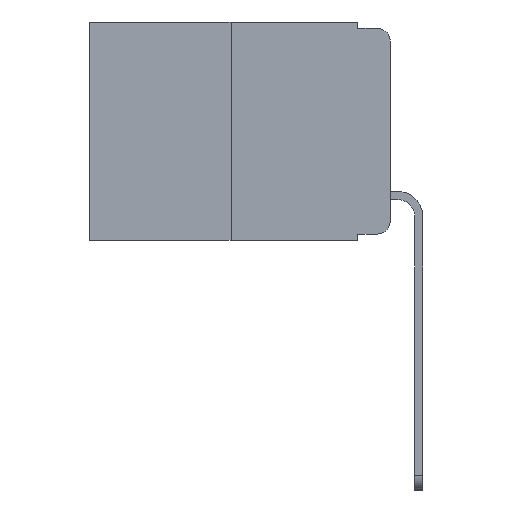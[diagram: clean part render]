
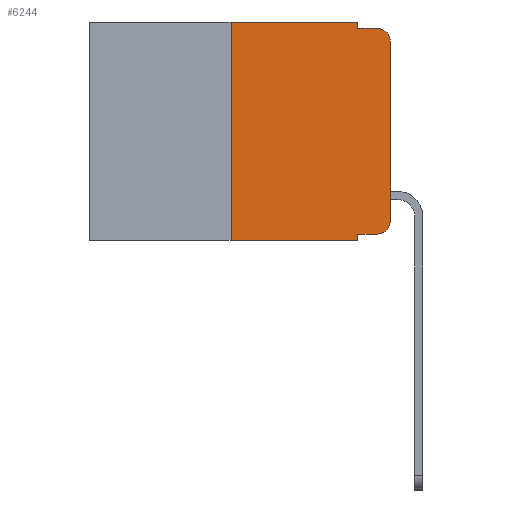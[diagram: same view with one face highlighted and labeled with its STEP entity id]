
A CAD part, left-side view. The second image highlights one B-rep face of the part: STEP entity #6244.
In plain terms, the highlighted planar face has unit normal (-1, 0, 0).
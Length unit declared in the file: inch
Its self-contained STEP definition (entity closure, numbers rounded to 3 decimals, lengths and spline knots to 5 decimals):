
#50 = ORIENTED_EDGE ( 'NONE', *, *, #2533, .T. ) ;
#202 = ORIENTED_EDGE ( 'NONE', *, *, #7135, .T. ) ;
#260 = VERTEX_POINT ( 'NONE', #6766 ) ;
#377 = EDGE_CURVE ( 'NONE', #8638, #8301, #892, .T. ) ;
#436 = DIRECTION ( 'NONE',  ( 0., 0., -1. ) ) ;
#592 = VECTOR ( 'NONE', #436, 39.37008 ) ;
#892 = CIRCLE ( 'NONE', #2492, 0.02 ) ;
#1095 = CARTESIAN_POINT ( 'NONE',  ( 0., 0.25, 0. ) ) ;
#1174 = ORIENTED_EDGE ( 'NONE', *, *, #12028, .T. ) ;
#1267 = VERTEX_POINT ( 'NONE', #6042 ) ;
#1401 = AXIS2_PLACEMENT_3D ( 'NONE', #7605, #1663, #8515 ) ;
#1434 = DIRECTION ( 'NONE',  ( 0., 0., 1. ) ) ;
#1467 = VERTEX_POINT ( 'NONE', #6608 ) ;
#1551 = VECTOR ( 'NONE', #11602, 39.37008 ) ;
#1569 = ORIENTED_EDGE ( 'NONE', *, *, #9590, .F. ) ;
#1602 = VECTOR ( 'NONE', #1434, 39.37008 ) ;
#1663 = DIRECTION ( 'NONE',  ( -1., 0., 0. ) ) ;
#1674 = CARTESIAN_POINT ( 'NONE',  ( 0., 0.051, -0.333 ) ) ;
#1825 = EDGE_CURVE ( 'NONE', #2753, #8301, #3505, .T. ) ;
#1837 = LINE ( 'NONE', #11837, #2962 ) ;
#1964 = ORIENTED_EDGE ( 'NONE', *, *, #377, .T. ) ;
#2000 = CARTESIAN_POINT ( 'NONE',  ( 0., 0.25, -0.343 ) ) ;
#2259 = EDGE_CURVE ( 'NONE', #4982, #260, #6094, .T. ) ;
#2492 = AXIS2_PLACEMENT_3D ( 'NONE', #2814, #9405, #3762 ) ;
#2533 = EDGE_CURVE ( 'NONE', #3799, #1267, #1837, .T. ) ;
#2753 = VERTEX_POINT ( 'NONE', #5418 ) ;
#2814 = CARTESIAN_POINT ( 'NONE',  ( 0., 0.02, -0.03 ) ) ;
#2962 = VECTOR ( 'NONE', #11827, 39.37008 ) ;
#3032 = PLANE ( 'NONE',  #10485 ) ;
#3499 = VECTOR ( 'NONE', #8070, 39.37008 ) ;
#3505 = LINE ( 'NONE', #6866, #10647 ) ;
#3565 = CARTESIAN_POINT ( 'NONE',  ( 0., 0.25, 0. ) ) ;
#3573 = ORIENTED_EDGE ( 'NONE', *, *, #2259, .F. ) ;
#3719 = VERTEX_POINT ( 'NONE', #2000 ) ;
#3762 = DIRECTION ( 'NONE',  ( 0., 0., -1. ) ) ;
#3799 = VERTEX_POINT ( 'NONE', #1674 ) ;
#4061 = ORIENTED_EDGE ( 'NONE', *, *, #5881, .F. ) ;
#4546 = ORIENTED_EDGE ( 'NONE', *, *, #1825, .F. ) ;
#4646 = EDGE_LOOP ( 'NONE', ( #1174, #1964, #4546, #1569, #3573, #4061, #7466, #7642, #50, #202 ) ) ;
#4982 = VERTEX_POINT ( 'NONE', #1095 ) ;
#5260 = CARTESIAN_POINT ( 'NONE',  ( 0., 0.051, 0. ) ) ;
#5326 = VERTEX_POINT ( 'NONE', #6718 ) ;
#5418 = CARTESIAN_POINT ( 'NONE',  ( 0., 0.051, -0.01 ) ) ;
#5881 = EDGE_CURVE ( 'NONE', #3719, #4982, #7835, .T. ) ;
#6042 = CARTESIAN_POINT ( 'NONE',  ( 0., 0.02, -0.333 ) ) ;
#6094 = LINE ( 'NONE', #11044, #6681 ) ;
#6244 = ADVANCED_FACE ( 'NONE', ( #11268 ), #3032, .F. ) ;
#6581 = LINE ( 'NONE', #5260, #1551 ) ;
#6608 = CARTESIAN_POINT ( 'NONE',  ( 0., 0.051, -0.343 ) ) ;
#6681 = VECTOR ( 'NONE', #11068, 39.37008 ) ;
#6718 = CARTESIAN_POINT ( 'NONE',  ( 0., 0., -0.313 ) ) ;
#6766 = CARTESIAN_POINT ( 'NONE',  ( 0., 0.051, 0. ) ) ;
#6866 = CARTESIAN_POINT ( 'NONE',  ( 0., 0.051, -0.01 ) ) ;
#6989 = DIRECTION ( 'NONE',  ( 0., 0., -1. ) ) ;
#7135 = EDGE_CURVE ( 'NONE', #1267, #5326, #7523, .T. ) ;
#7310 = CARTESIAN_POINT ( 'NONE',  ( 0., 0., 0. ) ) ;
#7466 = ORIENTED_EDGE ( 'NONE', *, *, #11331, .T. ) ;
#7523 = CIRCLE ( 'NONE', #1401, 0.02 ) ;
#7605 = CARTESIAN_POINT ( 'NONE',  ( 0., 0.02, -0.313 ) ) ;
#7642 = ORIENTED_EDGE ( 'NONE', *, *, #7783, .F. ) ;
#7783 = EDGE_CURVE ( 'NONE', #3799, #1467, #8229, .T. ) ;
#7835 = LINE ( 'NONE', #3565, #11961 ) ;
#8070 = DIRECTION ( 'NONE',  ( 0., -1., 0. ) ) ;
#8229 = LINE ( 'NONE', #10138, #592 ) ;
#8301 = VERTEX_POINT ( 'NONE', #11730 ) ;
#8515 = DIRECTION ( 'NONE',  ( 0., 0., -1. ) ) ;
#8638 = VERTEX_POINT ( 'NONE', #11221 ) ;
#8857 = LINE ( 'NONE', #9815, #3499 ) ;
#9405 = DIRECTION ( 'NONE',  ( -1., 0., 0. ) ) ;
#9590 = EDGE_CURVE ( 'NONE', #260, #2753, #6581, .T. ) ;
#9692 = DIRECTION ( 'NONE',  ( 0., -1., 0. ) ) ;
#9815 = CARTESIAN_POINT ( 'NONE',  ( 0., 0.473, -0.343 ) ) ;
#10115 = DIRECTION ( 'NONE',  ( 0., 0., 1. ) ) ;
#10138 = CARTESIAN_POINT ( 'NONE',  ( 0., 0.051, 0. ) ) ;
#10447 = LINE ( 'NONE', #7310, #1602 ) ;
#10485 = AXIS2_PLACEMENT_3D ( 'NONE', #10566, #12311, #6989 ) ;
#10566 = CARTESIAN_POINT ( 'NONE',  ( 0., 0.473, 0. ) ) ;
#10647 = VECTOR ( 'NONE', #9692, 39.37008 ) ;
#11044 = CARTESIAN_POINT ( 'NONE',  ( 0., 0.473, 0. ) ) ;
#11068 = DIRECTION ( 'NONE',  ( 0., -1., 0. ) ) ;
#11221 = CARTESIAN_POINT ( 'NONE',  ( 0., 0., -0.03 ) ) ;
#11268 = FACE_OUTER_BOUND ( 'NONE', #4646, .T. ) ;
#11331 = EDGE_CURVE ( 'NONE', #3719, #1467, #8857, .T. ) ;
#11602 = DIRECTION ( 'NONE',  ( 0., 0., -1. ) ) ;
#11730 = CARTESIAN_POINT ( 'NONE',  ( 0., 0.02, -0.01 ) ) ;
#11827 = DIRECTION ( 'NONE',  ( 0., -1., 0. ) ) ;
#11837 = CARTESIAN_POINT ( 'NONE',  ( 0., 0.051, -0.333 ) ) ;
#11961 = VECTOR ( 'NONE', #10115, 39.37008 ) ;
#12028 = EDGE_CURVE ( 'NONE', #5326, #8638, #10447, .T. ) ;
#12311 = DIRECTION ( 'NONE',  ( 1., 0., 0. ) ) ;
